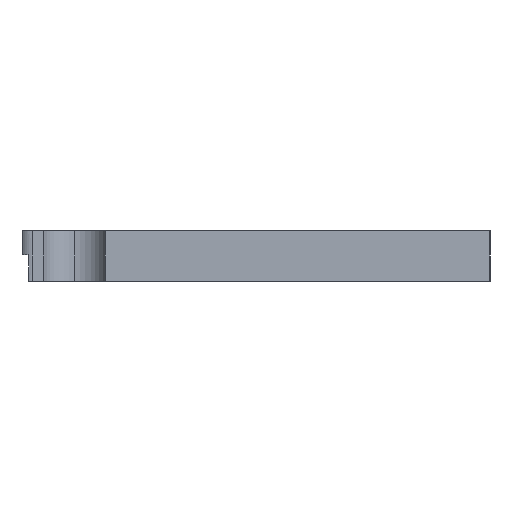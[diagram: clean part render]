
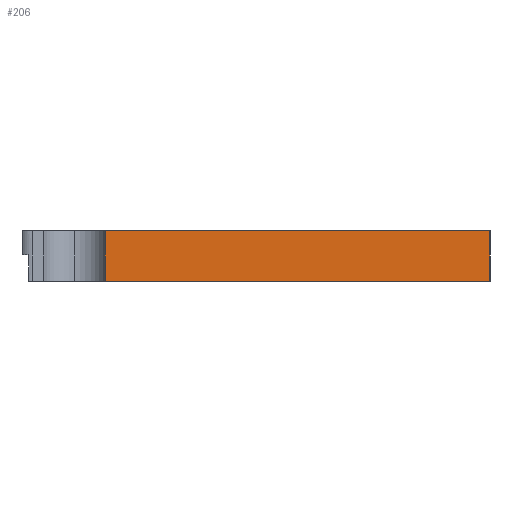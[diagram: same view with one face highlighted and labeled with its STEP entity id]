
A CAD part, left-side view. The second image highlights one B-rep face of the part: STEP entity #206.
In plain terms, the highlighted planar face has unit normal (-1, 0, 0).
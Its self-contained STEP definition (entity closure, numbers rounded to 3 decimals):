
#50 = LINE ( 'NONE', #414, #455 ) ;
#52 = FACE_OUTER_BOUND ( 'NONE', #394, .T. ) ;
#92 = CARTESIAN_POINT ( 'NONE',  ( -62.5, 0.45, -7.8 ) ) ;
#150 = DIRECTION ( 'NONE',  ( -1., 0., 0. ) ) ;
#194 = DIRECTION ( 'NONE',  ( 0., -1., 0. ) ) ;
#206 = ADVANCED_FACE ( 'NONE', ( #52 ), #598, .T. ) ;
#263 = ORIENTED_EDGE ( 'NONE', *, *, #649, .T. ) ;
#302 = DIRECTION ( 'NONE',  ( 0., 0., -1. ) ) ;
#304 = ORIENTED_EDGE ( 'NONE', *, *, #1092, .T. ) ;
#337 = DIRECTION ( 'NONE',  ( 0., 0., 1. ) ) ;
#358 = VECTOR ( 'NONE', #675, 1000. ) ;
#383 = ORIENTED_EDGE ( 'NONE', *, *, #960, .T. ) ;
#394 = EDGE_LOOP ( 'NONE', ( #383, #1178, #263, #304 ) ) ;
#414 = CARTESIAN_POINT ( 'NONE',  ( -62.5, 58., -8. ) ) ;
#428 = AXIS2_PLACEMENT_3D ( 'NONE', #683, #150, #337 ) ;
#455 = VECTOR ( 'NONE', #302, 1000. ) ;
#478 = CARTESIAN_POINT ( 'NONE',  ( -62.5, 58., -7.8 ) ) ;
#488 = CARTESIAN_POINT ( 'NONE',  ( -62.5, 0.45, -8. ) ) ;
#542 = VECTOR ( 'NONE', #1048, 1000. ) ;
#578 = CARTESIAN_POINT ( 'NONE',  ( -62.5, 68.9, -0.2 ) ) ;
#598 = PLANE ( 'NONE',  #428 ) ;
#620 = VERTEX_POINT ( 'NONE', #1054 ) ;
#624 = EDGE_CURVE ( 'NONE', #620, #759, #816, .T. ) ;
#626 = VECTOR ( 'NONE', #194, 1000. ) ;
#649 = EDGE_CURVE ( 'NONE', #759, #670, #993, .T. ) ;
#670 = VERTEX_POINT ( 'NONE', #692 ) ;
#675 = DIRECTION ( 'NONE',  ( 0., 0., 1. ) ) ;
#683 = CARTESIAN_POINT ( 'NONE',  ( -62.5, 68.9, -8. ) ) ;
#692 = CARTESIAN_POINT ( 'NONE',  ( -62.5, 58., -0.2 ) ) ;
#759 = VERTEX_POINT ( 'NONE', #895 ) ;
#816 = LINE ( 'NONE', #488, #358 ) ;
#872 = LINE ( 'NONE', #92, #626 ) ;
#895 = CARTESIAN_POINT ( 'NONE',  ( -62.5, 0.45, -0.2 ) ) ;
#960 = EDGE_CURVE ( 'NONE', #1043, #620, #872, .T. ) ;
#993 = LINE ( 'NONE', #578, #542 ) ;
#1043 = VERTEX_POINT ( 'NONE', #478 ) ;
#1048 = DIRECTION ( 'NONE',  ( 0., 1., 0. ) ) ;
#1054 = CARTESIAN_POINT ( 'NONE',  ( -62.5, 0.45, -7.8 ) ) ;
#1092 = EDGE_CURVE ( 'NONE', #670, #1043, #50, .T. ) ;
#1178 = ORIENTED_EDGE ( 'NONE', *, *, #624, .T. ) ;
